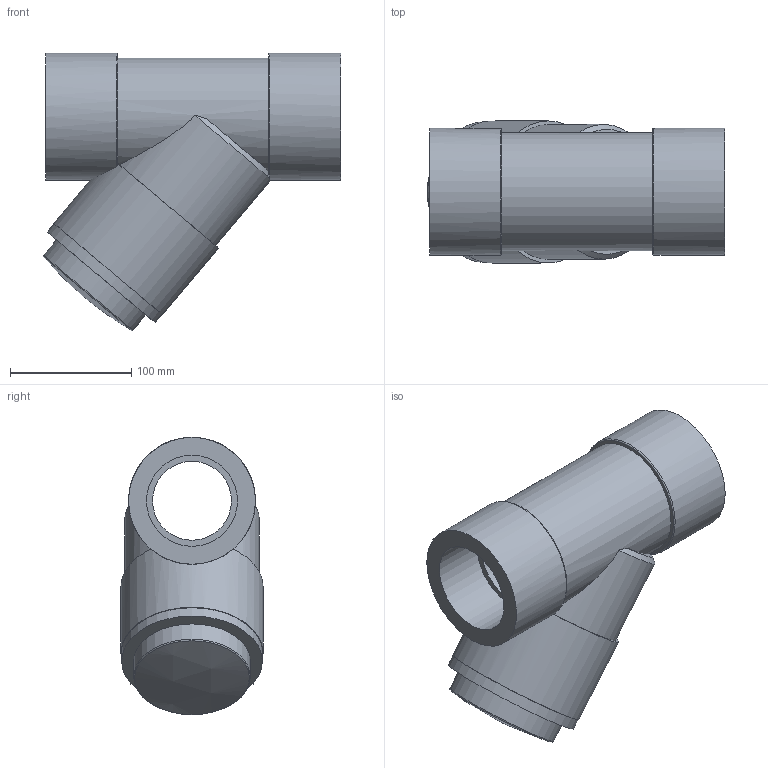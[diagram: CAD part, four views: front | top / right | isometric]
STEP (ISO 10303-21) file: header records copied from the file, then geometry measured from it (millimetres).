
FILE_DESCRIPTION(/* description */ (''),/* implementation_level */ '2;1');
FILE_NAME(/* name */ 'RVIT075E.iam.stp',/* time_stamp */ '2013-10-01T10:20:19+02:00',/* author */ ('bfaro'),/* organization */ (''),/* preprocessor_version */ 'ST-DEVELOPER v15.2',/* originating_system */ 'Autodesk Inventor 2014',/* authorisation */ '');
FILE_SCHEMA (('AUTOMOTIVE_DESIGN { 1 0 10303 214 3 1 1 }'));
Length unit declared in the file: millimetre
Products named in the file (3): Coperchio RV 75; cassa RVI-T 75; RVIT075E
Bounding box: 244.82 x 117 x 228.35 mm (x, y, z)
Volume: 2431251.8 mm3; surface area: 212981.6 mm2
Topology: 2 solids, 2 shells, 28 faces, 64 edges, 43 vertices
Faces by surface type: plane 12, cylinder 10, torus 3, cone 2, sphere 1
Full cylindrical faces by diameter (mm): 65 x1, 75 x2, 96 x1, 104.5 x2, 116 x1, 117 x1
Entity records: 913 total; most frequent: CARTESIAN_POINT 263, DIRECTION 136, ORIENTED_EDGE 104, AXIS2_PLACEMENT_3D 67, EDGE_CURVE 52, EDGE_LOOP 42, VERTEX_POINT 40, CIRCLE 28
